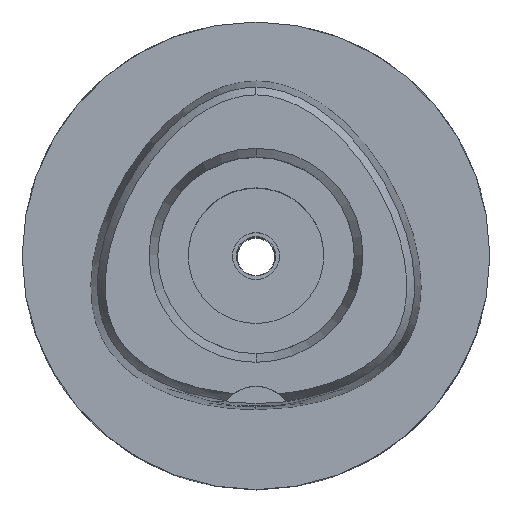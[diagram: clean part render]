
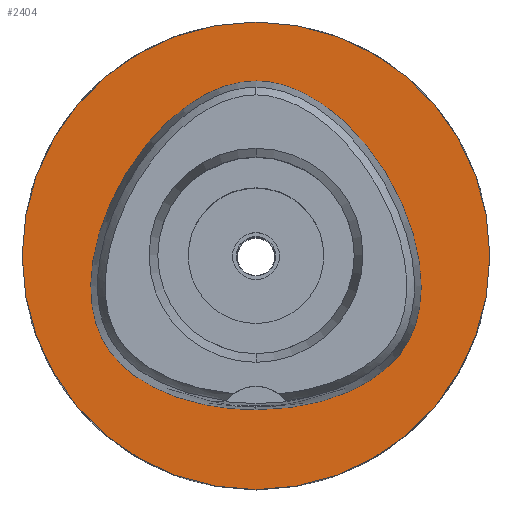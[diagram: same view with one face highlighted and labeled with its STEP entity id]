
A CAD part, top view. The second image highlights one B-rep face of the part: STEP entity #2404.
In plain terms, the highlighted planar face has unit normal (0, 0, 1).
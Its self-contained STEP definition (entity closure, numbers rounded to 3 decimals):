
#311=CARTESIAN_POINT('',(0.,0.,0.));
#312=DIRECTION('',(0.,0.,-1.));
#313=DIRECTION('',(0.,-1.,0.));
#314=AXIS2_PLACEMENT_3D('',#311,#312,#313);
#319=CARTESIAN_POINT('',(0.,0.,0.));
#320=DIRECTION('',(0.,0.,-1.));
#321=DIRECTION('',(0.,1.,0.));
#322=AXIS2_PLACEMENT_3D('',#319,#320,#321);
#327=CARTESIAN_POINT('',(0.,-16.455,0.));
#328=CARTESIAN_POINT('',(0.731,-16.455,0.));
#329=CARTESIAN_POINT('',(2.167,-16.399,
0.));
#330=CARTESIAN_POINT('',(4.276,-16.155,
0.));
#331=CARTESIAN_POINT('',(6.251,-15.768,0.));
#332=CARTESIAN_POINT('',(8.055,-15.263,0.));
#333=CARTESIAN_POINT('',(9.666,-14.666,0.));
#334=CARTESIAN_POINT('',(11.082,-14.002,0.));
#335=CARTESIAN_POINT('',(12.31,-13.289,0.));
#336=CARTESIAN_POINT('',(13.366,-12.544,0.));
#337=CARTESIAN_POINT('',(14.267,-11.774,0.));
#338=CARTESIAN_POINT('',(15.031,-10.985,0.));
#339=CARTESIAN_POINT('',(15.672,-10.179,0.));
#340=CARTESIAN_POINT('',(16.206,-9.354,0.));
#341=CARTESIAN_POINT('',(16.653,-8.48,0.));
#342=CARTESIAN_POINT('',(17.029,-7.524,0.));
#343=CARTESIAN_POINT('',(17.331,-6.467,0.));
#344=CARTESIAN_POINT('',(17.547,-5.302,0.));
#345=CARTESIAN_POINT('',(17.664,-4.014,0.));
#346=CARTESIAN_POINT('',(17.667,-2.593,0.));
#347=CARTESIAN_POINT('',(17.534,-1.035,0.));
#348=CARTESIAN_POINT('',(17.244,0.66,0.));
#349=CARTESIAN_POINT('',(16.779,2.476,0.));
#350=CARTESIAN_POINT('',(16.126,4.381,0.));
#351=CARTESIAN_POINT('',(15.284,6.327,0.));
#352=CARTESIAN_POINT('',(14.27,8.249,0.));
#353=CARTESIAN_POINT('',(13.111,10.088,0.));
#354=CARTESIAN_POINT('',(11.846,11.789,0.));
#355=CARTESIAN_POINT('',(10.523,13.305,0.));
#356=CARTESIAN_POINT('',(9.183,14.614,0.));
#357=CARTESIAN_POINT('',(7.86,15.71,0.));
#358=CARTESIAN_POINT('',(6.578,16.602,0.));
#359=CARTESIAN_POINT('',(5.347,17.309,0.));
#360=CARTESIAN_POINT('',(4.174,17.85,0.));
#361=CARTESIAN_POINT('',(3.057,18.245,0.));
#362=CARTESIAN_POINT('',(1.992,18.511,0.));
#363=CARTESIAN_POINT('',(0.974,18.663,
0.));
#364=CARTESIAN_POINT('',(0.32,18.695,
0.));
#365=CARTESIAN_POINT('',(0.,18.695,
0.));
#370=CARTESIAN_POINT('',(0.,18.695,
0.));
#371=CARTESIAN_POINT('',(-0.32,18.695,
0.));
#372=CARTESIAN_POINT('',(-0.974,18.663,
0.));
#373=CARTESIAN_POINT('',(-1.992,18.511,
0.));
#374=CARTESIAN_POINT('',(-3.056,18.245,0.));
#375=CARTESIAN_POINT('',(-4.173,17.85,0.));
#376=CARTESIAN_POINT('',(-5.347,17.309,0.));
#377=CARTESIAN_POINT('',(-6.577,16.603,0.));
#378=CARTESIAN_POINT('',(-7.86,15.71,0.));
#379=CARTESIAN_POINT('',(-9.183,14.614,0.));
#380=CARTESIAN_POINT('',(-10.522,13.306,0.));
#381=CARTESIAN_POINT('',(-11.845,11.79,0.));
#382=CARTESIAN_POINT('',(-13.11,10.09,0.));
#383=CARTESIAN_POINT('',(-14.269,8.251,0.));
#384=CARTESIAN_POINT('',(-15.283,6.33,0.));
#385=CARTESIAN_POINT('',(-16.125,4.384,0.));
#386=CARTESIAN_POINT('',(-16.778,2.479,0.));
#387=CARTESIAN_POINT('',(-17.244,0.664,0.));
#388=CARTESIAN_POINT('',(-17.533,-1.031,0.));
#389=CARTESIAN_POINT('',(-17.666,-2.589,0.));
#390=CARTESIAN_POINT('',(-17.664,-4.01,0.));
#391=CARTESIAN_POINT('',(-17.547,-5.298,0.));
#392=CARTESIAN_POINT('',(-17.332,-6.463,0.));
#393=CARTESIAN_POINT('',(-17.03,-7.521,0.));
#394=CARTESIAN_POINT('',(-16.654,-8.477,0.));
#395=CARTESIAN_POINT('',(-16.206,-9.353,0.));
#396=CARTESIAN_POINT('',(-15.672,-10.179,0.));
#397=CARTESIAN_POINT('',(-15.032,-10.984,0.));
#398=CARTESIAN_POINT('',(-14.268,-11.773,0.));
#399=CARTESIAN_POINT('',(-13.367,-12.543,0.));
#400=CARTESIAN_POINT('',(-12.311,-13.289,0.));
#401=CARTESIAN_POINT('',(-11.083,-14.001,0.));
#402=CARTESIAN_POINT('',(-9.667,-14.665,0.));
#403=CARTESIAN_POINT('',(-8.056,-15.263,0.));
#404=CARTESIAN_POINT('',(-6.251,-15.768,0.));
#405=CARTESIAN_POINT('',(-4.276,-16.155,
0.));
#406=CARTESIAN_POINT('',(-2.167,-16.399,
0.));
#407=CARTESIAN_POINT('',(-0.731,-16.455,0.));
#408=CARTESIAN_POINT('',(0.,-16.455,0.));
#1605=VERTEX_POINT('',#370);
#1606=VERTEX_POINT('',#408);
#1611=CARTESIAN_POINT('',(0.,-25.,0.));
#1612=CARTESIAN_POINT('',(0.,25.,0.));
#1613=VERTEX_POINT('',#1611);
#1614=VERTEX_POINT('',#1612);
#2388=CARTESIAN_POINT('',(0.,0.,0.));
#2389=DIRECTION('',(0.,0.,-1.));
#2390=DIRECTION('',(0.,-1.,0.));
#2391=AXIS2_PLACEMENT_3D('',#2388,#2389,#2390);
#2392=PLANE('',#2391);
#2394=ORIENTED_EDGE('',*,*,#2393,.T.);
#2396=ORIENTED_EDGE('',*,*,#2395,.T.);
#2397=EDGE_LOOP('',(#2394,#2396));
#2398=FACE_OUTER_BOUND('',#2397,.F.);
#2400=ORIENTED_EDGE('',*,*,#2399,.T.);
#2401=ORIENTED_EDGE('',*,*,#2371,.T.);
#2402=EDGE_LOOP('',(#2400,#2401));
#2403=FACE_BOUND('',#2402,.F.);
#315=CIRCLE('',#314,25.);
#323=CIRCLE('',#322,25.);
#366=B_SPLINE_CURVE_WITH_KNOTS('',3,(#327,#328,#329,#330,#331,#332,#333,#334,
#335,#336,#337,#338,#339,#340,#341,#342,#343,#344,#345,#346,#347,#348,#349,#350,
#351,#352,#353,#354,#355,#356,#357,#358,#359,#360,#361,#362,#363,#364,#365),
.UNSPECIFIED.,.F.,.F.,(4,1,1,1,1,1,1,1,1,1,1,1,1,1,1,1,1,1,1,1,1,1,1,1,1,1,1,1,
1,1,1,1,1,1,1,1,4),(0.,0.028,0.056,0.083,
0.111,0.139,0.167,0.194,
0.222,0.25,0.278,0.306,0.333,
0.361,0.389,0.417,0.444,
0.472,0.5,0.528,0.556,0.583,
0.611,0.639,0.667,0.694,
0.722,0.75,0.778,0.806,0.833,
0.861,0.889,0.917,0.944,
0.972,1.),.UNSPECIFIED.);
#409=B_SPLINE_CURVE_WITH_KNOTS('',3,(#370,#371,#372,#373,#374,#375,#376,#377,
#378,#379,#380,#381,#382,#383,#384,#385,#386,#387,#388,#389,#390,#391,#392,#393,
#394,#395,#396,#397,#398,#399,#400,#401,#402,#403,#404,#405,#406,#407,#408),
.UNSPECIFIED.,.F.,.F.,(4,1,1,1,1,1,1,1,1,1,1,1,1,1,1,1,1,1,1,1,1,1,1,1,1,1,1,1,
1,1,1,1,1,1,1,1,4),(0.,0.028,0.056,0.083,
0.111,0.139,0.167,0.194,
0.222,0.25,0.278,0.306,0.333,
0.361,0.389,0.417,0.444,
0.472,0.5,0.528,0.556,0.583,
0.611,0.639,0.667,0.694,
0.722,0.75,0.778,0.806,0.833,
0.861,0.889,0.917,0.944,
0.972,1.),.UNSPECIFIED.);
#2371=EDGE_CURVE('',#1605,#1606,#409,.T.);
#2393=EDGE_CURVE('',#1613,#1614,#315,.T.);
#2395=EDGE_CURVE('',#1614,#1613,#323,.T.);
#2399=EDGE_CURVE('',#1606,#1605,#366,.T.);
#2404=ADVANCED_FACE('',(#2398,#2403),#2392,.F.);
